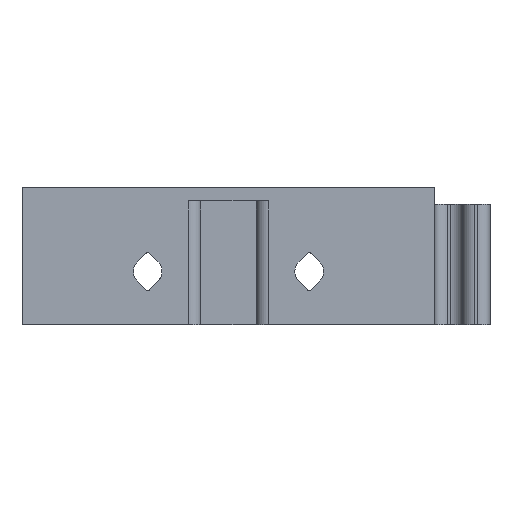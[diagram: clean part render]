
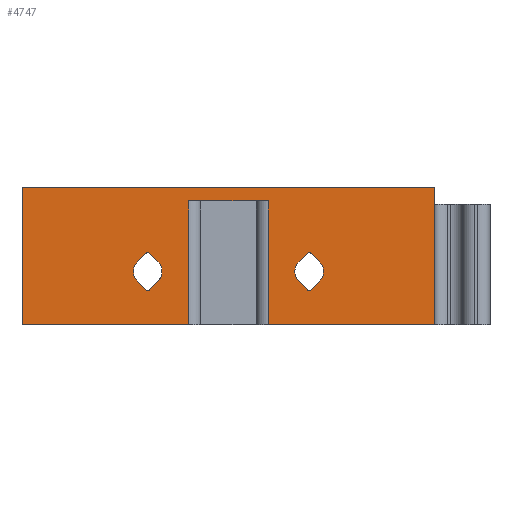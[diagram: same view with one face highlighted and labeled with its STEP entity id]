
A CAD part, front view. The second image highlights one B-rep face of the part: STEP entity #4747.
In plain terms, the highlighted planar face has unit normal (0, -1, 0).
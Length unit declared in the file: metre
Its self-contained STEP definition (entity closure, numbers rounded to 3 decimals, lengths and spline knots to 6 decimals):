
#222=CIRCLE('',#5071,0.0004);
#223=CIRCLE('',#5072,0.002075);
#224=CIRCLE('',#5073,0.0004);
#225=CIRCLE('',#5074,0.002075);
#226=CIRCLE('',#5075,0.0004);
#227=CIRCLE('',#5076,0.002075);
#228=CIRCLE('',#5077,0.0004);
#229=CIRCLE('',#5078,0.002075);
#509=ORIENTED_EDGE('',*,*,#1994,.F.);
#510=ORIENTED_EDGE('',*,*,#1995,.F.);
#511=ORIENTED_EDGE('',*,*,#1996,.T.);
#512=ORIENTED_EDGE('',*,*,#1997,.F.);
#513=ORIENTED_EDGE('',*,*,#1998,.T.);
#514=ORIENTED_EDGE('',*,*,#1999,.F.);
#515=ORIENTED_EDGE('',*,*,#2000,.F.);
#516=ORIENTED_EDGE('',*,*,#2001,.F.);
#517=ORIENTED_EDGE('',*,*,#2002,.F.);
#518=ORIENTED_EDGE('',*,*,#2003,.F.);
#519=ORIENTED_EDGE('',*,*,#2004,.T.);
#520=ORIENTED_EDGE('',*,*,#2005,.F.);
#521=ORIENTED_EDGE('',*,*,#2006,.T.);
#522=ORIENTED_EDGE('',*,*,#2007,.F.);
#523=ORIENTED_EDGE('',*,*,#2008,.F.);
#524=ORIENTED_EDGE('',*,*,#2009,.F.);
#525=ORIENTED_EDGE('',*,*,#1868,.T.);
#526=ORIENTED_EDGE('',*,*,#2010,.T.);
#527=ORIENTED_EDGE('',*,*,#1972,.F.);
#528=ORIENTED_EDGE('',*,*,#2011,.F.);
#529=ORIENTED_EDGE('',*,*,#2012,.F.);
#530=ORIENTED_EDGE('',*,*,#2013,.T.);
#531=ORIENTED_EDGE('',*,*,#1956,.F.);
#532=ORIENTED_EDGE('',*,*,#2014,.T.);
#1868=EDGE_CURVE('',#2613,#2612,#3110,.F.);
#1956=EDGE_CURVE('',#2700,#2701,#3160,.F.);
#1972=EDGE_CURVE('',#2716,#2650,#3168,.F.);
#1994=EDGE_CURVE('',#2735,#2736,#3182,.T.);
#1995=EDGE_CURVE('',#2737,#2735,#222,.T.);
#1996=EDGE_CURVE('',#2737,#2738,#3183,.T.);
#1997=EDGE_CURVE('',#2739,#2738,#223,.T.);
#1998=EDGE_CURVE('',#2739,#2740,#3184,.T.);
#1999=EDGE_CURVE('',#2741,#2740,#224,.T.);
#2000=EDGE_CURVE('',#2742,#2741,#3185,.T.);
#2001=EDGE_CURVE('',#2736,#2742,#225,.T.);
#2002=EDGE_CURVE('',#2743,#2744,#3186,.T.);
#2003=EDGE_CURVE('',#2745,#2743,#226,.T.);
#2004=EDGE_CURVE('',#2745,#2746,#3187,.T.);
#2005=EDGE_CURVE('',#2747,#2746,#227,.T.);
#2006=EDGE_CURVE('',#2747,#2748,#3188,.T.);
#2007=EDGE_CURVE('',#2749,#2748,#228,.T.);
#2008=EDGE_CURVE('',#2750,#2749,#3189,.T.);
#2009=EDGE_CURVE('',#2744,#2750,#229,.T.);
#2010=EDGE_CURVE('',#2612,#2650,#3190,.T.);
#2011=EDGE_CURVE('',#2751,#2716,#3191,.T.);
#2012=EDGE_CURVE('',#2752,#2751,#3192,.F.);
#2013=EDGE_CURVE('',#2752,#2701,#3193,.F.);
#2014=EDGE_CURVE('',#2700,#2613,#3194,.T.);
#2612=VERTEX_POINT('',#6727);
#2613=VERTEX_POINT('',#6729);
#2650=VERTEX_POINT('',#6828);
#2700=VERTEX_POINT('',#6928);
#2701=VERTEX_POINT('',#6930);
#2716=VERTEX_POINT('',#6960);
#2735=VERTEX_POINT('',#7004);
#2736=VERTEX_POINT('',#7005);
#2737=VERTEX_POINT('',#7007);
#2738=VERTEX_POINT('',#7009);
#2739=VERTEX_POINT('',#7011);
#2740=VERTEX_POINT('',#7013);
#2741=VERTEX_POINT('',#7015);
#2742=VERTEX_POINT('',#7017);
#2743=VERTEX_POINT('',#7020);
#2744=VERTEX_POINT('',#7021);
#2745=VERTEX_POINT('',#7023);
#2746=VERTEX_POINT('',#7025);
#2747=VERTEX_POINT('',#7027);
#2748=VERTEX_POINT('',#7029);
#2749=VERTEX_POINT('',#7031);
#2750=VERTEX_POINT('',#7033);
#2751=VERTEX_POINT('',#7037);
#2752=VERTEX_POINT('',#7039);
#3110=LINE('',#6728,#3592);
#3160=LINE('',#6929,#3642);
#3168=LINE('',#6961,#3650);
#3182=LINE('',#7003,#3664);
#3183=LINE('',#7008,#3665);
#3184=LINE('',#7012,#3666);
#3185=LINE('',#7016,#3667);
#3186=LINE('',#7019,#3668);
#3187=LINE('',#7024,#3669);
#3188=LINE('',#7028,#3670);
#3189=LINE('',#7032,#3671);
#3190=LINE('',#7035,#3672);
#3191=LINE('',#7036,#3673);
#3192=LINE('',#7038,#3674);
#3193=LINE('',#7040,#3675);
#3194=LINE('',#7041,#3676);
#3592=VECTOR('',#5435,1.);
#3642=VECTOR('',#5539,1.);
#3650=VECTOR('',#5563,1.);
#3664=VECTOR('',#5597,1.);
#3665=VECTOR('',#5600,1.);
#3666=VECTOR('',#5603,1.);
#3667=VECTOR('',#5606,1.);
#3668=VECTOR('',#5609,1.);
#3669=VECTOR('',#5612,1.);
#3670=VECTOR('',#5615,1.);
#3671=VECTOR('',#5618,1.);
#3672=VECTOR('',#5621,1.);
#3673=VECTOR('',#5622,1.);
#3674=VECTOR('',#5623,1.);
#3675=VECTOR('',#5624,1.);
#3676=VECTOR('',#5625,1.);
#4081=EDGE_LOOP('',(#509,#510,#511,#512,#513,#514,#515,#516));
#4082=EDGE_LOOP('',(#517,#518,#519,#520,#521,#522,#523,#524));
#4083=EDGE_LOOP('',(#525,#526,#527,#528,#529,#530,#531,#532));
#4345=FACE_BOUND('',#4081,.T.);
#4346=FACE_BOUND('',#4082,.T.);
#4347=FACE_BOUND('',#4083,.T.);
#4603=PLANE('',#5070);
#4747=ADVANCED_FACE('',(#4345,#4346,#4347),#4603,.T.);
#5070=AXIS2_PLACEMENT_3D('',#7002,#5595,#5596);
#5071=AXIS2_PLACEMENT_3D('',#7006,#5598,#5599);
#5072=AXIS2_PLACEMENT_3D('',#7010,#5601,#5602);
#5073=AXIS2_PLACEMENT_3D('',#7014,#5604,#5605);
#5074=AXIS2_PLACEMENT_3D('',#7018,#5607,#5608);
#5075=AXIS2_PLACEMENT_3D('',#7022,#5610,#5611);
#5076=AXIS2_PLACEMENT_3D('',#7026,#5613,#5614);
#5077=AXIS2_PLACEMENT_3D('',#7030,#5616,#5617);
#5078=AXIS2_PLACEMENT_3D('',#7034,#5619,#5620);
#5435=DIRECTION('',(1.,0.,0.));
#5539=DIRECTION('',(1.,0.,0.));
#5563=DIRECTION('',(1.,0.,0.));
#5595=DIRECTION('',(0.,-1.,0.));
#5596=DIRECTION('',(1.,0.,0.));
#5597=DIRECTION('',(0.707,0.,0.707));
#5598=DIRECTION('',(0.,-1.,0.));
#5599=DIRECTION('',(1.,0.,0.));
#5600=DIRECTION('',(-0.707,0.,0.707));
#5601=DIRECTION('',(0.,-1.,0.));
#5602=DIRECTION('',(1.,0.,0.));
#5603=DIRECTION('',(0.707,0.,0.707));
#5604=DIRECTION('',(0.,-1.,0.));
#5605=DIRECTION('',(1.,0.,0.));
#5606=DIRECTION('',(-0.707,0.,0.707));
#5607=DIRECTION('',(0.,-1.,0.));
#5608=DIRECTION('',(1.,0.,0.));
#5609=DIRECTION('',(0.707,0.,0.707));
#5610=DIRECTION('',(0.,-1.,0.));
#5611=DIRECTION('',(1.,0.,0.));
#5612=DIRECTION('',(-0.707,0.,0.707));
#5613=DIRECTION('',(0.,-1.,0.));
#5614=DIRECTION('',(1.,0.,0.));
#5615=DIRECTION('',(0.707,0.,0.707));
#5616=DIRECTION('',(0.,-1.,0.));
#5617=DIRECTION('',(1.,0.,0.));
#5618=DIRECTION('',(-0.707,0.,0.707));
#5619=DIRECTION('',(0.,-1.,0.));
#5620=DIRECTION('',(1.,0.,0.));
#5621=DIRECTION('',(0.,0.,-1.));
#5622=DIRECTION('',(0.,0.,-1.));
#5623=DIRECTION('',(1.,0.,0.));
#5624=DIRECTION('',(0.,0.,1.));
#5625=DIRECTION('',(0.,0.,1.));
#6727=CARTESIAN_POINT('',(0.51,0.630025,0.38));
#6728=CARTESIAN_POINT('',(0.497889,0.630025,0.38));
#6729=CARTESIAN_POINT('',(0.57,0.630025,0.38));
#6828=CARTESIAN_POINT('',(0.51,0.630025,0.36));
#6928=CARTESIAN_POINT('',(0.57,0.630025,0.36));
#6929=CARTESIAN_POINT('',(0.497889,0.630025,0.36));
#6930=CARTESIAN_POINT('',(0.545778,0.630025,0.36));
#6960=CARTESIAN_POINT('',(0.534222,0.630025,0.36));
#6961=CARTESIAN_POINT('',(0.497889,0.630025,0.36));
#7002=CARTESIAN_POINT('',(0.497889,0.630025,0.38));
#7003=CARTESIAN_POINT('',(0.520678,0.630025,0.357211));
#7004=CARTESIAN_POINT('',(0.528549,0.630025,0.365082));
#7005=CARTESIAN_POINT('',(0.529734,0.630025,0.366266));
#7006=CARTESIAN_POINT('',(0.528267,0.630025,0.365365));
#7007=CARTESIAN_POINT('',(0.527984,0.630025,0.365082));
#7008=CARTESIAN_POINT('',(0.505477,0.630025,0.387588));
#7009=CARTESIAN_POINT('',(0.526799,0.630025,0.366266));
#7010=CARTESIAN_POINT('',(0.528267,0.630025,0.367733));
#7011=CARTESIAN_POINT('',(0.526799,0.630025,0.369201));
#7012=CARTESIAN_POINT('',(0.517744,0.630025,0.360145));
#7013=CARTESIAN_POINT('',(0.527984,0.630025,0.370385));
#7014=CARTESIAN_POINT('',(0.528267,0.630025,0.370102));
#7015=CARTESIAN_POINT('',(0.528549,0.630025,0.370385));
#7016=CARTESIAN_POINT('',(0.508412,0.630025,0.390523));
#7017=CARTESIAN_POINT('',(0.529734,0.630025,0.369201));
#7018=CARTESIAN_POINT('',(0.528267,0.630025,0.367733));
#7019=CARTESIAN_POINT('',(0.532412,0.630025,0.345477));
#7020=CARTESIAN_POINT('',(0.552016,0.630025,0.365082));
#7021=CARTESIAN_POINT('',(0.553201,0.630025,0.366266));
#7022=CARTESIAN_POINT('',(0.551733,0.630025,0.365365));
#7023=CARTESIAN_POINT('',(0.551451,0.630025,0.365082));
#7024=CARTESIAN_POINT('',(0.517211,0.630025,0.399322));
#7025=CARTESIAN_POINT('',(0.550266,0.630025,0.366266));
#7026=CARTESIAN_POINT('',(0.551733,0.630025,0.367733));
#7027=CARTESIAN_POINT('',(0.550266,0.630025,0.369201));
#7028=CARTESIAN_POINT('',(0.529477,0.630025,0.348412));
#7029=CARTESIAN_POINT('',(0.551451,0.630025,0.370385));
#7030=CARTESIAN_POINT('',(0.551733,0.630025,0.370102));
#7031=CARTESIAN_POINT('',(0.552016,0.630025,0.370385));
#7032=CARTESIAN_POINT('',(0.520145,0.630025,0.402256));
#7033=CARTESIAN_POINT('',(0.553201,0.630025,0.369201));
#7034=CARTESIAN_POINT('',(0.551733,0.630025,0.367733));
#7035=CARTESIAN_POINT('',(0.51,0.630025,0.38));
#7036=CARTESIAN_POINT('',(0.534222,0.630025,0.38));
#7037=CARTESIAN_POINT('',(0.534222,0.630025,0.378));
#7038=CARTESIAN_POINT('',(0.497889,0.630025,0.378));
#7039=CARTESIAN_POINT('',(0.545778,0.630025,0.378));
#7040=CARTESIAN_POINT('',(0.545778,0.630025,0.38));
#7041=CARTESIAN_POINT('',(0.57,0.630025,0.38));
